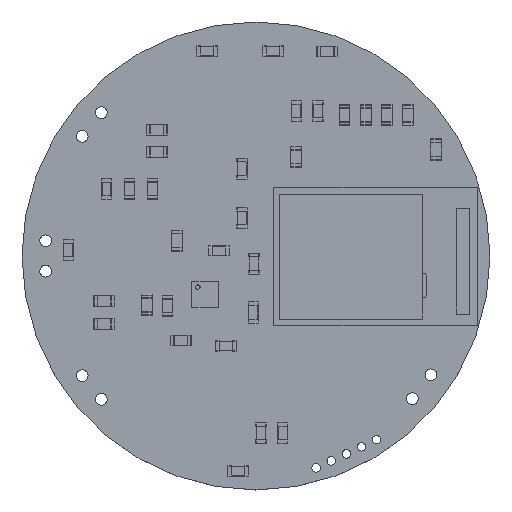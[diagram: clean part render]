
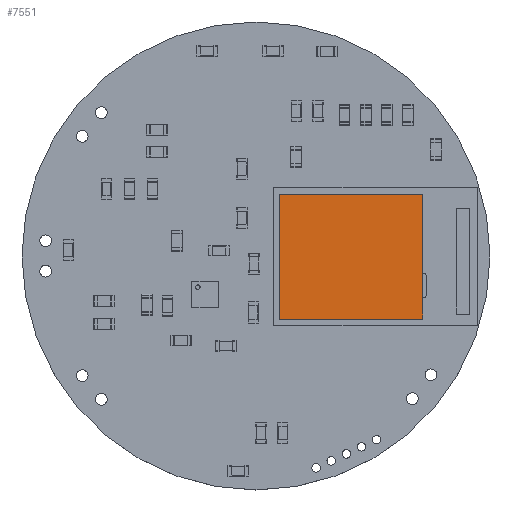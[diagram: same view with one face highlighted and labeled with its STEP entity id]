
A CAD part, top view. The second image highlights one B-rep face of the part: STEP entity #7551.
In plain terms, the highlighted face is planar.
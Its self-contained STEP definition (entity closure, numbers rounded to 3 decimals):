
#7022 = PLANE('',#7023);
#7023 = AXIS2_PLACEMENT_3D('',#7024,#7025,#7026);
#7024 = CARTESIAN_POINT('',(4.75,0.8,-3.6));
#7025 = DIRECTION('',(0.,0.,-1.));
#7026 = DIRECTION('',(-1.,0.,0.));
#7144 = PLANE('',#7145);
#7145 = AXIS2_PLACEMENT_3D('',#7146,#7147,#7148);
#7146 = CARTESIAN_POINT('',(4.75,0.8,7.3));
#7147 = DIRECTION('',(1.,0.,0.));
#7148 = DIRECTION('',(0.,0.,-1.));
#7172 = PLANE('',#7173);
#7173 = AXIS2_PLACEMENT_3D('',#7174,#7175,#7176);
#7174 = CARTESIAN_POINT('',(-4.75,0.8,7.3));
#7175 = DIRECTION('',(0.,0.,1.));
#7176 = DIRECTION('',(1.,0.,0.));
#7198 = PLANE('',#7199);
#7199 = AXIS2_PLACEMENT_3D('',#7200,#7201,#7202);
#7200 = CARTESIAN_POINT('',(-4.75,0.8,-3.6));
#7201 = DIRECTION('',(-1.,0.,0.));
#7202 = DIRECTION('',(0.,0.,1.));
#7328 = VERTEX_POINT('',#7329);
#7329 = CARTESIAN_POINT('',(-4.75,2.,7.3));
#7350 = EDGE_CURVE('',#7351,#7328,#7353,.T.);
#7351 = VERTEX_POINT('',#7352);
#7352 = CARTESIAN_POINT('',(-4.75,2.,-3.6));
#7353 = SURFACE_CURVE('',#7354,(#7358,#7365),.PCURVE_S1.);
#7354 = LINE('',#7355,#7356);
#7355 = CARTESIAN_POINT('',(-4.75,2.,-3.6));
#7356 = VECTOR('',#7357,1.);
#7357 = DIRECTION('',(0.,0.,1.));
#7358 = PCURVE('',#7198,#7359);
#7359 = DEFINITIONAL_REPRESENTATION('',(#7360),#7364);
#7360 = LINE('',#7361,#7362);
#7361 = CARTESIAN_POINT('',(0.,1.2));
#7362 = VECTOR('',#7363,1.);
#7363 = DIRECTION('',(1.,0.));
#7364 = ( GEOMETRIC_REPRESENTATION_CONTEXT(2) 
PARAMETRIC_REPRESENTATION_CONTEXT() REPRESENTATION_CONTEXT('2D SPACE',''
  ) );
#7365 = PCURVE('',#7366,#7371);
#7366 = PLANE('',#7367);
#7367 = AXIS2_PLACEMENT_3D('',#7368,#7369,#7370);
#7368 = CARTESIAN_POINT('',(0.,2.,0.));
#7369 = DIRECTION('',(0.,1.,0.));
#7370 = DIRECTION('',(1.,0.,0.));
#7371 = DEFINITIONAL_REPRESENTATION('',(#7372),#7376);
#7372 = LINE('',#7373,#7374);
#7373 = CARTESIAN_POINT('',(-4.75,3.6));
#7374 = VECTOR('',#7375,1.);
#7375 = DIRECTION('',(0.,-1.));
#7376 = ( GEOMETRIC_REPRESENTATION_CONTEXT(2) 
PARAMETRIC_REPRESENTATION_CONTEXT() REPRESENTATION_CONTEXT('2D SPACE',''
  ) );
#7431 = EDGE_CURVE('',#7432,#7351,#7434,.T.);
#7432 = VERTEX_POINT('',#7433);
#7433 = CARTESIAN_POINT('',(4.75,2.,-3.6));
#7434 = SURFACE_CURVE('',#7435,(#7439,#7446),.PCURVE_S1.);
#7435 = LINE('',#7436,#7437);
#7436 = CARTESIAN_POINT('',(4.75,2.,-3.6));
#7437 = VECTOR('',#7438,1.);
#7438 = DIRECTION('',(-1.,0.,0.));
#7439 = PCURVE('',#7022,#7440);
#7440 = DEFINITIONAL_REPRESENTATION('',(#7441),#7445);
#7441 = LINE('',#7442,#7443);
#7442 = CARTESIAN_POINT('',(0.,1.2));
#7443 = VECTOR('',#7444,1.);
#7444 = DIRECTION('',(1.,0.));
#7445 = ( GEOMETRIC_REPRESENTATION_CONTEXT(2) 
PARAMETRIC_REPRESENTATION_CONTEXT() REPRESENTATION_CONTEXT('2D SPACE',''
  ) );
#7446 = PCURVE('',#7366,#7447);
#7447 = DEFINITIONAL_REPRESENTATION('',(#7448),#7452);
#7448 = LINE('',#7449,#7450);
#7449 = CARTESIAN_POINT('',(4.75,3.6));
#7450 = VECTOR('',#7451,1.);
#7451 = DIRECTION('',(-1.,0.));
#7452 = ( GEOMETRIC_REPRESENTATION_CONTEXT(2) 
PARAMETRIC_REPRESENTATION_CONTEXT() REPRESENTATION_CONTEXT('2D SPACE',''
  ) );
#7480 = EDGE_CURVE('',#7481,#7432,#7483,.T.);
#7481 = VERTEX_POINT('',#7482);
#7482 = CARTESIAN_POINT('',(4.75,2.,7.3));
#7483 = SURFACE_CURVE('',#7484,(#7488,#7495),.PCURVE_S1.);
#7484 = LINE('',#7485,#7486);
#7485 = CARTESIAN_POINT('',(4.75,2.,7.3));
#7486 = VECTOR('',#7487,1.);
#7487 = DIRECTION('',(0.,0.,-1.));
#7488 = PCURVE('',#7144,#7489);
#7489 = DEFINITIONAL_REPRESENTATION('',(#7490),#7494);
#7490 = LINE('',#7491,#7492);
#7491 = CARTESIAN_POINT('',(0.,1.2));
#7492 = VECTOR('',#7493,1.);
#7493 = DIRECTION('',(1.,0.));
#7494 = ( GEOMETRIC_REPRESENTATION_CONTEXT(2) 
PARAMETRIC_REPRESENTATION_CONTEXT() REPRESENTATION_CONTEXT('2D SPACE',''
  ) );
#7495 = PCURVE('',#7366,#7496);
#7496 = DEFINITIONAL_REPRESENTATION('',(#7497),#7501);
#7497 = LINE('',#7498,#7499);
#7498 = CARTESIAN_POINT('',(4.75,-7.3));
#7499 = VECTOR('',#7500,1.);
#7500 = DIRECTION('',(0.,1.));
#7501 = ( GEOMETRIC_REPRESENTATION_CONTEXT(2) 
PARAMETRIC_REPRESENTATION_CONTEXT() REPRESENTATION_CONTEXT('2D SPACE',''
  ) );
#7530 = EDGE_CURVE('',#7328,#7481,#7531,.T.);
#7531 = SURFACE_CURVE('',#7532,(#7536,#7543),.PCURVE_S1.);
#7532 = LINE('',#7533,#7534);
#7533 = CARTESIAN_POINT('',(-4.75,2.,7.3));
#7534 = VECTOR('',#7535,1.);
#7535 = DIRECTION('',(1.,0.,0.));
#7536 = PCURVE('',#7172,#7537);
#7537 = DEFINITIONAL_REPRESENTATION('',(#7538),#7542);
#7538 = LINE('',#7539,#7540);
#7539 = CARTESIAN_POINT('',(0.,1.2));
#7540 = VECTOR('',#7541,1.);
#7541 = DIRECTION('',(1.,0.));
#7542 = ( GEOMETRIC_REPRESENTATION_CONTEXT(2) 
PARAMETRIC_REPRESENTATION_CONTEXT() REPRESENTATION_CONTEXT('2D SPACE',''
  ) );
#7543 = PCURVE('',#7366,#7544);
#7544 = DEFINITIONAL_REPRESENTATION('',(#7545),#7549);
#7545 = LINE('',#7546,#7547);
#7546 = CARTESIAN_POINT('',(-4.75,-7.3));
#7547 = VECTOR('',#7548,1.);
#7548 = DIRECTION('',(1.,0.));
#7549 = ( GEOMETRIC_REPRESENTATION_CONTEXT(2) 
PARAMETRIC_REPRESENTATION_CONTEXT() REPRESENTATION_CONTEXT('2D SPACE',''
  ) );
#7551 = ADVANCED_FACE('',(#7552),#7366,.T.);
#7552 = FACE_BOUND('',#7553,.F.);
#7553 = EDGE_LOOP('',(#7554,#7555,#7556,#7557));
#7554 = ORIENTED_EDGE('',*,*,#7350,.F.);
#7555 = ORIENTED_EDGE('',*,*,#7431,.F.);
#7556 = ORIENTED_EDGE('',*,*,#7480,.F.);
#7557 = ORIENTED_EDGE('',*,*,#7530,.F.);
